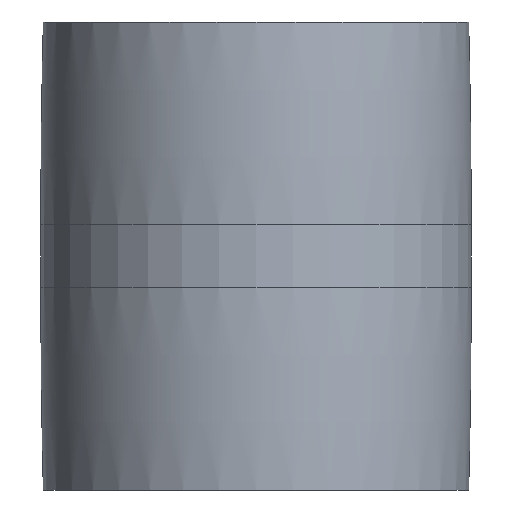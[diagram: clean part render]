
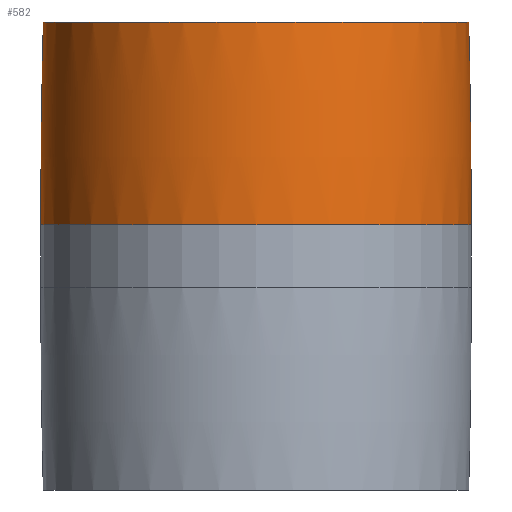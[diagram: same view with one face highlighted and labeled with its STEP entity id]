
A CAD part, front view. The second image highlights one B-rep face of the part: STEP entity #582.
In plain terms, the highlighted toroidal (fillet/blend) face has major radius 3195 mm and minor radius 3281 mm.
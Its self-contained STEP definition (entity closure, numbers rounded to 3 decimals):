
#1 = ORIENTED_EDGE ( 'NONE', *, *, #114, .T. ) ;
#43 = DIRECTION ( 'NONE',  ( 1., 0., 0. ) ) ;
#48 = CARTESIAN_POINT ( 'NONE',  ( 0., 0., 12.5 ) ) ;
#50 = CIRCLE ( 'NONE', #931, 3281. ) ;
#54 = DIRECTION ( 'NONE',  ( 0., 0., 1. ) ) ;
#107 = VERTEX_POINT ( 'NONE', #212 ) ;
#113 = DIRECTION ( 'NONE',  ( 0., 0., 1. ) ) ;
#114 = EDGE_CURVE ( 'NONE', #107, #141, #50, .T. ) ;
#134 = DIRECTION ( 'NONE',  ( 0., -1., 0. ) ) ;
#141 = VERTEX_POINT ( 'NONE', #295 ) ;
#173 = ORIENTED_EDGE ( 'NONE', *, *, #904, .F. ) ;
#174 = ORIENTED_EDGE ( 'NONE', *, *, #603, .T. ) ;
#212 = CARTESIAN_POINT ( 'NONE',  ( 86., 0., 12.5 ) ) ;
#268 = CARTESIAN_POINT ( 'NONE',  ( -86., 0., 12.5 ) ) ;
#288 = AXIS2_PLACEMENT_3D ( 'NONE', #490, #54, #865 ) ;
#295 = CARTESIAN_POINT ( 'NONE',  ( 85., 0., 93.5 ) ) ;
#303 = EDGE_LOOP ( 'NONE', ( #173, #174, #1, #838 ) ) ;
#332 = CIRCLE ( 'NONE', #557, 86. ) ;
#336 = DIRECTION ( 'NONE',  ( 1., 0., 0. ) ) ;
#453 = AXIS2_PLACEMENT_3D ( 'NONE', #898, #660, #590 ) ;
#490 = CARTESIAN_POINT ( 'NONE',  ( 0., 0., 93.5 ) ) ;
#557 = AXIS2_PLACEMENT_3D ( 'NONE', #567, #630, #336 ) ;
#567 = CARTESIAN_POINT ( 'NONE',  ( 0., 0., 12.5 ) ) ;
#582 = ADVANCED_FACE ( 'NONE', ( #649 ), #848, .T. ) ;
#590 = DIRECTION ( 'NONE',  ( -1., 0., 0. ) ) ;
#603 = EDGE_CURVE ( 'NONE', #616, #107, #332, .T. ) ;
#616 = VERTEX_POINT ( 'NONE', #268 ) ;
#624 = EDGE_CURVE ( 'NONE', #773, #141, #706, .T. ) ;
#630 = DIRECTION ( 'NONE',  ( 0., 0., 1. ) ) ;
#649 = FACE_OUTER_BOUND ( 'NONE', #303, .T. ) ;
#660 = DIRECTION ( 'NONE',  ( 0., 1., 0. ) ) ;
#706 = CIRCLE ( 'NONE', #288, 85. ) ;
#726 = DIRECTION ( 'NONE',  ( 0., 0., -1. ) ) ;
#773 = VERTEX_POINT ( 'NONE', #862 ) ;
#799 = CARTESIAN_POINT ( 'NONE',  ( -3195., 0., 12.5 ) ) ;
#838 = ORIENTED_EDGE ( 'NONE', *, *, #624, .F. ) ;
#840 = CIRCLE ( 'NONE', #453, 3281. ) ;
#848 = TOROIDAL_SURFACE ( 'NONE', #922, -3195., 3281. ) ;
#862 = CARTESIAN_POINT ( 'NONE',  ( -85., 0., 93.5 ) ) ;
#865 = DIRECTION ( 'NONE',  ( 1., 0., 0. ) ) ;
#898 = CARTESIAN_POINT ( 'NONE',  ( 3195., 0., 12.5 ) ) ;
#904 = EDGE_CURVE ( 'NONE', #616, #773, #840, .T. ) ;
#922 = AXIS2_PLACEMENT_3D ( 'NONE', #48, #113, #43 ) ;
#931 = AXIS2_PLACEMENT_3D ( 'NONE', #799, #134, #726 ) ;
